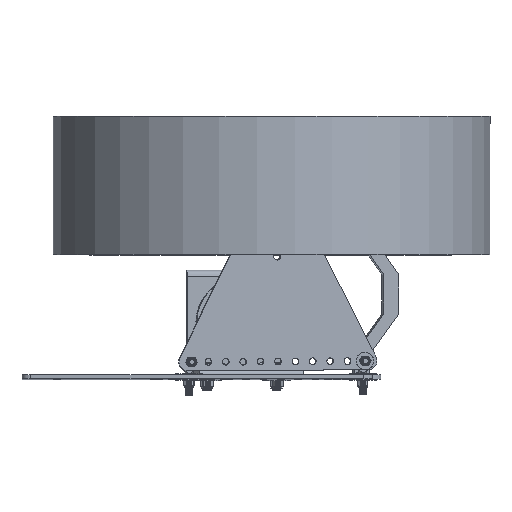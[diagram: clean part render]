
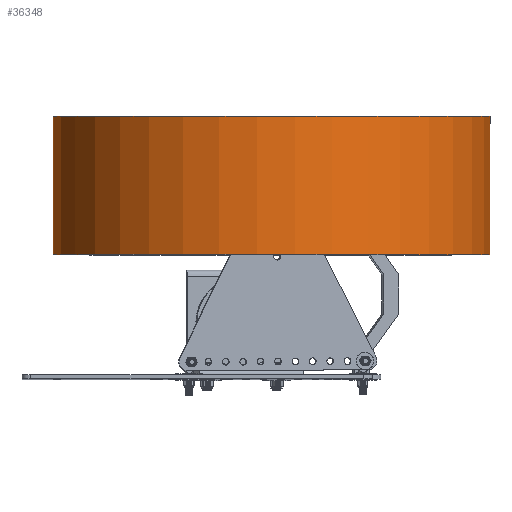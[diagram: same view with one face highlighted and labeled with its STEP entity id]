
A CAD part, top view. The second image highlights one B-rep face of the part: STEP entity #36348.
In plain terms, the highlighted cylindrical face has radius 317.5 mm (diameter 635 mm), a full revolution.
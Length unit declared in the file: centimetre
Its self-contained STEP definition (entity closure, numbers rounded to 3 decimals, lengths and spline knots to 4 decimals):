
#15173=VERTEX_POINT('',#61403);
#15174=VERTEX_POINT('',#61405);
#16063=CIRCLE('',#38618,31.75);
#16064=CIRCLE('',#38619,31.75);
#20559=EDGE_CURVE('',#15173,#15173,#16063,.T.);
#20560=EDGE_CURVE('',#15174,#15174,#16064,.T.);
#29565=ORIENTED_EDGE('',*,*,#20559,.T.);
#29566=ORIENTED_EDGE('',*,*,#20560,.T.);
#32047=EDGE_LOOP('',(#29565));
#32048=EDGE_LOOP('',(#29566));
#34471=FACE_BOUND('',#32047,.T.);
#34472=FACE_BOUND('',#32048,.T.);
#36348=ADVANCED_FACE('',(#34471,#34472),#61789,.T.);
#38617=AXIS2_PLACEMENT_3D('',#61401,#45071,#45072);
#38618=AXIS2_PLACEMENT_3D('',#61402,#45073,#45074);
#38619=AXIS2_PLACEMENT_3D('',#61404,#45075,#45076);
#45071=DIRECTION('',(0.,0.,1.));
#45072=DIRECTION('',(31.75,0.,0.));
#45073=DIRECTION('',(0.,0.,-1.));
#45074=DIRECTION('',(31.75,0.,0.));
#45075=DIRECTION('',(0.,0.,1.));
#45076=DIRECTION('',(31.75,0.,0.));
#61401=CARTESIAN_POINT('',(0.,0.,-10.033));
#61402=CARTESIAN_POINT('',(0.,0.,10.033));
#61403=CARTESIAN_POINT('',(31.75,0.,10.033));
#61404=CARTESIAN_POINT('',(0.,0.,-10.033));
#61405=CARTESIAN_POINT('',(31.75,0.,-10.033));
#61789=CYLINDRICAL_SURFACE('',#38617,31.75);
